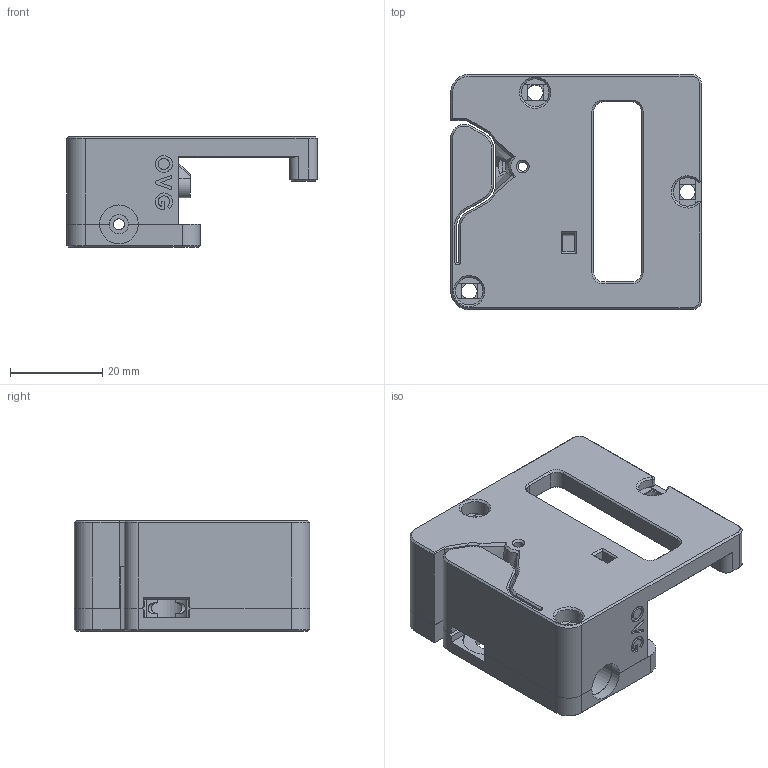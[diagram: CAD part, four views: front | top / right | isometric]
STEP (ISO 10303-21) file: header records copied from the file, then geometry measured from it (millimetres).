
FILE_DESCRIPTION (( 'STEP AP203' ), '1' );
FILE_NAME ('FilamentMotionSensor-r04l - M1-2C.STEP', '2023-04-26T18:05:04', ( '' ), ( '' ), 'SwSTEP 2.0', 'SolidWorks 2023', '' );
FILE_SCHEMA (( 'CONFIG_CONTROL_DESIGN' ));
Length unit declared in the file: millimetre
Products named in the file (1): FilamentMotionSensor-r04l - M1-2C
Bounding box: 54.3 x 51 x 24 mm (x, y, z)
Volume: 31943.6 mm3; surface area: 16119.3 mm2
Topology: 2 solids, 2 shells, 441 faces, 1156 edges, 725 vertices
Faces by surface type: plane 250, cylinder 86, cone 76, bspline 29
Full cylindrical faces by diameter (mm): 2 x2, 2.4 x2, 2.7 x2, 3 x1, 3.2 x1, 3.3 x2, 3.4 x5, 3.6 x1, 4.2 x2, 4.7 x2, 5.5 x1, 6 x2, 7.5 x1, 9 x1, 10.5 x2
Entity records: 15355 total; most frequent: CARTESIAN_POINT 4855, ORIENTED_EDGE 2198, DIRECTION 2062, EDGE_CURVE 1099, VERTEX_POINT 712, AXIS2_PLACEMENT_3D 689, LINE 684, VECTOR 684
